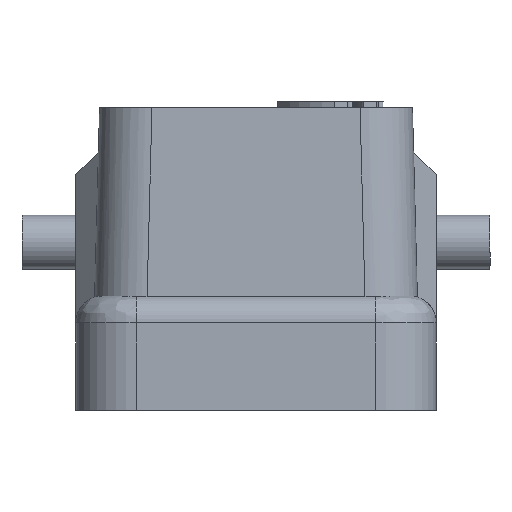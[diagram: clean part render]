
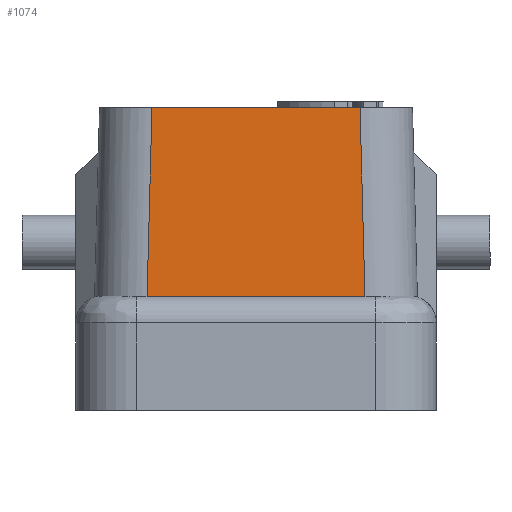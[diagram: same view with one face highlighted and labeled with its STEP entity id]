
A CAD part, left-side view. The second image highlights one B-rep face of the part: STEP entity #1074.
In plain terms, the highlighted planar face has unit normal (-1, 0, 0.026).
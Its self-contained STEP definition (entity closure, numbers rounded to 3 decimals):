
#1074=ADVANCED_FACE('',(#1397),#1250,.T.);
#1250=PLANE('',#4586);
#1397=FACE_OUTER_BOUND('',#1606,.T.);
#1606=EDGE_LOOP('',(#2380,#2381,#2382,#2383));
#2380=ORIENTED_EDGE('',*,*,#3389,.F.);
#2381=ORIENTED_EDGE('',*,*,#3390,.T.);
#2382=ORIENTED_EDGE('',*,*,#3387,.T.);
#2383=ORIENTED_EDGE('',*,*,#3391,.T.);
#2953=VERTEX_POINT('',#6389);
#2954=VERTEX_POINT('',#6391);
#2955=VERTEX_POINT('',#6395);
#2956=VERTEX_POINT('',#6396);
#3387=EDGE_CURVE('',#2954,#2953,#3821,.T.);
#3389=EDGE_CURVE('',#2955,#2956,#3822,.T.);
#3390=EDGE_CURVE('',#2955,#2954,#3823,.T.);
#3391=EDGE_CURVE('',#2953,#2956,#3824,.T.);
#3821=LINE('',#6390,#4196);
#3822=LINE('',#6394,#4197);
#3823=LINE('',#6397,#4198);
#3824=LINE('',#6398,#4199);
#4196=VECTOR('',#5302,1.);
#4197=VECTOR('',#5307,1.);
#4198=VECTOR('',#5308,1.);
#4199=VECTOR('',#5309,1.);
#4586=AXIS2_PLACEMENT_3D('',#6399,#5310,#5311);
#5302=DIRECTION('',(0.,1.,0.));
#5307=DIRECTION('',(0.,1.,0.));
#5308=DIRECTION('',(0.026,0.026,0.999));
#5309=DIRECTION('',(-0.026,0.026,-0.999));
#5310=DIRECTION('',(-1.,0.,0.026));
#5311=DIRECTION('',(0.026,0.,1.));
#6389=CARTESIAN_POINT('',(-11.502,7.735,22.5));
#6390=CARTESIAN_POINT('',(-11.502,-9.102,22.5));
#6391=CARTESIAN_POINT('',(-11.502,-7.735,22.5));
#6394=CARTESIAN_POINT('',(-11.87,-8.102,8.465));
#6395=CARTESIAN_POINT('',(-11.87,-8.102,8.465));
#6396=CARTESIAN_POINT('',(-11.87,8.102,8.465));
#6397=CARTESIAN_POINT('',(-11.87,-8.102,8.465));
#6398=CARTESIAN_POINT('',(-11.553,7.786,20.552));
#6399=CARTESIAN_POINT('',(-11.896,-9.102,7.466));
